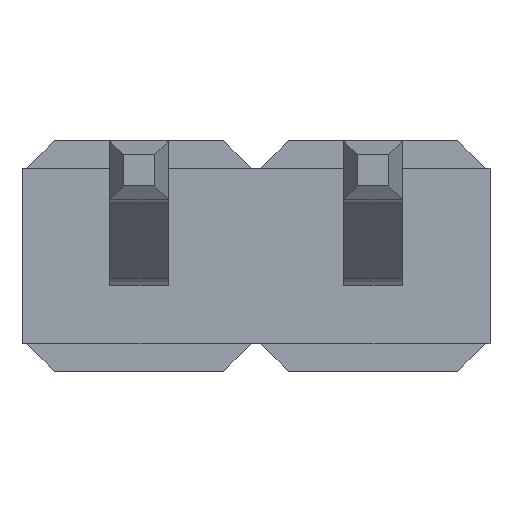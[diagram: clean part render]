
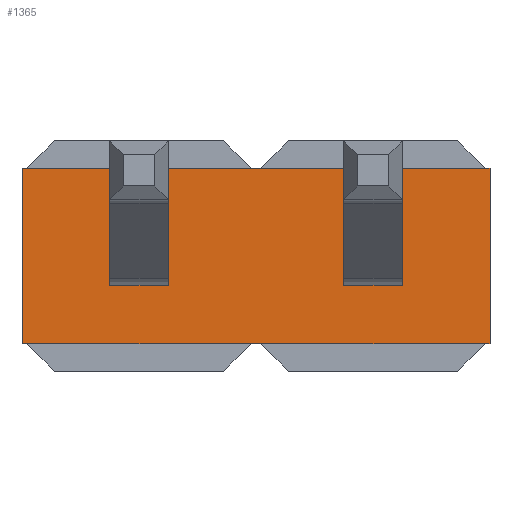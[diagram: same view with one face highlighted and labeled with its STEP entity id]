
A CAD part, front view. The second image highlights one B-rep face of the part: STEP entity #1365.
In plain terms, the highlighted planar face has unit normal (0, -1, 0).
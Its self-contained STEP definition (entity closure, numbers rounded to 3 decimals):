
#178=DIRECTION('',(1.,0.,0.));
#179=VECTOR('',#178,0.64);
#180=CARTESIAN_POINT('',(-0.32,-0.5,1.57));
#181=LINE('',#180,#179);
#185=DIRECTION('',(0.,0.,1.));
#186=VECTOR('',#185,0.64);
#187=CARTESIAN_POINT('',(-0.32,-0.5,0.93));
#188=LINE('',#187,#186);
#192=DIRECTION('',(-1.,0.,0.));
#193=VECTOR('',#192,0.64);
#194=CARTESIAN_POINT('',(0.32,-0.5,0.93));
#195=LINE('',#194,#193);
#199=DIRECTION('',(0.,0.,-1.));
#200=VECTOR('',#199,0.64);
#201=CARTESIAN_POINT('',(0.32,-0.5,1.57));
#202=LINE('',#201,#200);
#206=DIRECTION('',(-1.,0.,0.));
#207=VECTOR('',#206,0.05);
#208=CARTESIAN_POINT('',(3.81,-0.5,2.2));
#209=LINE('',#208,#207);
#213=DIRECTION('',(-1.,0.,0.));
#214=VECTOR('',#213,0.05);
#215=CARTESIAN_POINT('',(3.81,-0.5,0.3));
#216=LINE('',#215,#214);
#220=DIRECTION('',(-1.,0.,0.));
#221=VECTOR('',#220,2.44);
#222=CARTESIAN_POINT('',(3.76,-0.5,0.3));
#223=LINE('',#222,#221);
#227=DIRECTION('',(-1.,0.,0.));
#228=VECTOR('',#227,2.44);
#229=CARTESIAN_POINT('',(1.22,-0.5,0.3));
#230=LINE('',#229,#228);
#234=DIRECTION('',(1.,0.,0.));
#235=VECTOR('',#234,0.05);
#236=CARTESIAN_POINT('',(-1.27,-0.5,0.3));
#237=LINE('',#236,#235);
#241=DIRECTION('',(1.,0.,0.));
#242=VECTOR('',#241,0.05);
#243=CARTESIAN_POINT('',(-1.27,-0.5,2.2));
#244=LINE('',#243,#242);
#248=DIRECTION('',(1.,0.,0.));
#249=VECTOR('',#248,0.64);
#250=CARTESIAN_POINT('',(2.22,-0.5,1.57));
#251=LINE('',#250,#249);
#255=DIRECTION('',(0.,0.,1.));
#256=VECTOR('',#255,0.64);
#257=CARTESIAN_POINT('',(2.22,-0.5,0.93));
#258=LINE('',#257,#256);
#262=DIRECTION('',(-1.,0.,0.));
#263=VECTOR('',#262,0.64);
#264=CARTESIAN_POINT('',(2.86,-0.5,0.93));
#265=LINE('',#264,#263);
#269=DIRECTION('',(0.,0.,-1.));
#270=VECTOR('',#269,0.64);
#271=CARTESIAN_POINT('',(2.86,-0.5,1.57));
#272=LINE('',#271,#270);
#675=DIRECTION('',(1.,0.,0.));
#676=VECTOR('',#675,0.1);
#677=CARTESIAN_POINT('',(1.22,-0.5,0.3));
#678=LINE('',#677,#676);
#731=DIRECTION('',(0.,0.,1.));
#732=VECTOR('',#731,1.9);
#733=CARTESIAN_POINT('',(3.81,-0.5,0.3));
#734=LINE('',#733,#732);
#759=DIRECTION('',(-1.,0.,0.));
#760=VECTOR('',#759,2.44);
#761=CARTESIAN_POINT('',(3.76,-0.5,2.2));
#762=LINE('',#761,#760);
#773=DIRECTION('',(-1.,0.,0.));
#774=VECTOR('',#773,0.1);
#775=CARTESIAN_POINT('',(1.32,-0.5,2.2));
#776=LINE('',#775,#774);
#822=DIRECTION('',(-1.,0.,0.));
#823=VECTOR('',#822,2.44);
#824=CARTESIAN_POINT('',(1.22,-0.5,2.2));
#825=LINE('',#824,#823);
#955=DIRECTION('',(0.,0.,1.));
#956=VECTOR('',#955,1.9);
#957=CARTESIAN_POINT('',(-1.27,-0.5,0.3));
#958=LINE('',#957,#956);
#997=CARTESIAN_POINT('',(-1.27,-0.5,0.3));
#998=CARTESIAN_POINT('',(-1.27,-0.5,2.2));
#999=VERTEX_POINT('',#997);
#1000=VERTEX_POINT('',#998);
#1005=CARTESIAN_POINT('',(1.22,-0.5,0.3));
#1006=VERTEX_POINT('',#1005);
#1010=CARTESIAN_POINT('',(-1.22,-0.5,0.3));
#1012=VERTEX_POINT('',#1010);
#1021=CARTESIAN_POINT('',(-1.22,-0.5,2.2));
#1022=VERTEX_POINT('',#1021);
#1025=CARTESIAN_POINT('',(1.22,-0.5,2.2));
#1027=VERTEX_POINT('',#1025);
#1041=CARTESIAN_POINT('',(-0.32,-0.5,1.57));
#1042=CARTESIAN_POINT('',(0.32,-0.5,1.57));
#1043=VERTEX_POINT('',#1041);
#1044=VERTEX_POINT('',#1042);
#1045=CARTESIAN_POINT('',(0.32,-0.5,0.93));
#1046=VERTEX_POINT('',#1045);
#1047=CARTESIAN_POINT('',(-0.32,-0.5,0.93));
#1048=VERTEX_POINT('',#1047);
#1082=CARTESIAN_POINT('',(2.22,-0.5,1.57));
#1084=VERTEX_POINT('',#1082);
#1086=CARTESIAN_POINT('',(2.86,-0.5,1.57));
#1088=VERTEX_POINT('',#1086);
#1090=CARTESIAN_POINT('',(2.86,-0.5,0.93));
#1092=VERTEX_POINT('',#1090);
#1094=CARTESIAN_POINT('',(2.22,-0.5,0.93));
#1096=VERTEX_POINT('',#1094);
#1121=CARTESIAN_POINT('',(3.81,-0.5,0.3));
#1122=CARTESIAN_POINT('',(3.81,-0.5,2.2));
#1123=VERTEX_POINT('',#1121);
#1124=VERTEX_POINT('',#1122);
#1129=CARTESIAN_POINT('',(3.76,-0.5,0.3));
#1130=VERTEX_POINT('',#1129);
#1133=CARTESIAN_POINT('',(1.32,-0.5,0.3));
#1135=VERTEX_POINT('',#1133);
#1145=CARTESIAN_POINT('',(1.32,-0.5,2.2));
#1146=VERTEX_POINT('',#1145);
#1149=CARTESIAN_POINT('',(3.76,-0.5,2.2));
#1151=VERTEX_POINT('',#1149);
#1318=CARTESIAN_POINT('',(1.27,-0.5,0.3));
#1319=DIRECTION('',(0.,1.,0.));
#1320=DIRECTION('',(0.,0.,1.));
#1321=AXIS2_PLACEMENT_3D('',#1318,#1319,#1320);
#1322=PLANE('',#1321);
#1324=ORIENTED_EDGE('',*,*,#1323,.F.);
#1326=ORIENTED_EDGE('',*,*,#1325,.F.);
#1328=ORIENTED_EDGE('',*,*,#1327,.T.);
#1330=ORIENTED_EDGE('',*,*,#1329,.T.);
#1332=ORIENTED_EDGE('',*,*,#1331,.F.);
#1334=ORIENTED_EDGE('',*,*,#1333,.T.);
#1336=ORIENTED_EDGE('',*,*,#1335,.F.);
#1338=ORIENTED_EDGE('',*,*,#1337,.T.);
#1340=ORIENTED_EDGE('',*,*,#1339,.T.);
#1342=ORIENTED_EDGE('',*,*,#1341,.F.);
#1344=ORIENTED_EDGE('',*,*,#1343,.F.);
#1346=ORIENTED_EDGE('',*,*,#1345,.F.);
#1347=EDGE_LOOP('',(#1324,#1326,#1328,#1330,#1332,#1334,#1336,#1338,#1340,#1342,
#1344,#1346));
#1348=FACE_OUTER_BOUND('',#1347,.F.);
#1349=ORIENTED_EDGE('',*,*,#1270,.F.);
#1350=ORIENTED_EDGE('',*,*,#1285,.F.);
#1351=ORIENTED_EDGE('',*,*,#1299,.F.);
#1352=ORIENTED_EDGE('',*,*,#1312,.F.);
#1353=EDGE_LOOP('',(#1349,#1350,#1351,#1352));
#1354=FACE_BOUND('',#1353,.F.);
#1356=ORIENTED_EDGE('',*,*,#1355,.F.);
#1358=ORIENTED_EDGE('',*,*,#1357,.F.);
#1360=ORIENTED_EDGE('',*,*,#1359,.F.);
#1362=ORIENTED_EDGE('',*,*,#1361,.F.);
#1363=EDGE_LOOP('',(#1356,#1358,#1360,#1362));
#1364=FACE_BOUND('',#1363,.F.);
#1365=ADVANCED_FACE('',(#1348,#1354,#1364),#1322,.F.);
#1270=EDGE_CURVE('',#1043,#1044,#181,.T.);
#1285=EDGE_CURVE('',#1048,#1043,#188,.T.);
#1299=EDGE_CURVE('',#1046,#1048,#195,.T.);
#1312=EDGE_CURVE('',#1044,#1046,#202,.T.);
#1323=EDGE_CURVE('',#1124,#1151,#209,.T.);
#1325=EDGE_CURVE('',#1123,#1124,#734,.T.);
#1327=EDGE_CURVE('',#1123,#1130,#216,.T.);
#1329=EDGE_CURVE('',#1130,#1135,#223,.T.);
#1331=EDGE_CURVE('',#1006,#1135,#678,.T.);
#1333=EDGE_CURVE('',#1006,#1012,#230,.T.);
#1335=EDGE_CURVE('',#999,#1012,#237,.T.);
#1337=EDGE_CURVE('',#999,#1000,#958,.T.);
#1339=EDGE_CURVE('',#1000,#1022,#244,.T.);
#1341=EDGE_CURVE('',#1027,#1022,#825,.T.);
#1343=EDGE_CURVE('',#1146,#1027,#776,.T.);
#1345=EDGE_CURVE('',#1151,#1146,#762,.T.);
#1355=EDGE_CURVE('',#1084,#1088,#251,.T.);
#1357=EDGE_CURVE('',#1096,#1084,#258,.T.);
#1359=EDGE_CURVE('',#1092,#1096,#265,.T.);
#1361=EDGE_CURVE('',#1088,#1092,#272,.T.);
